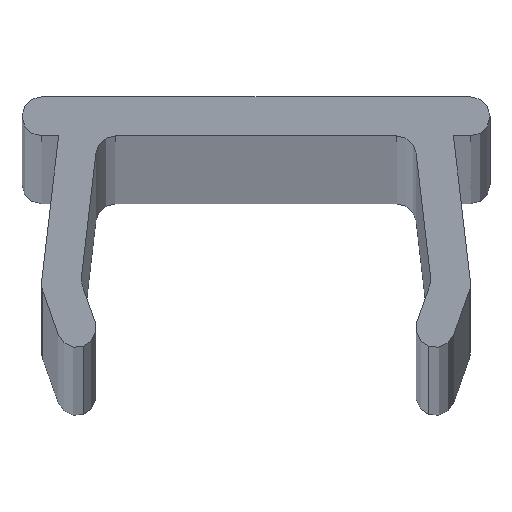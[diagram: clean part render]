
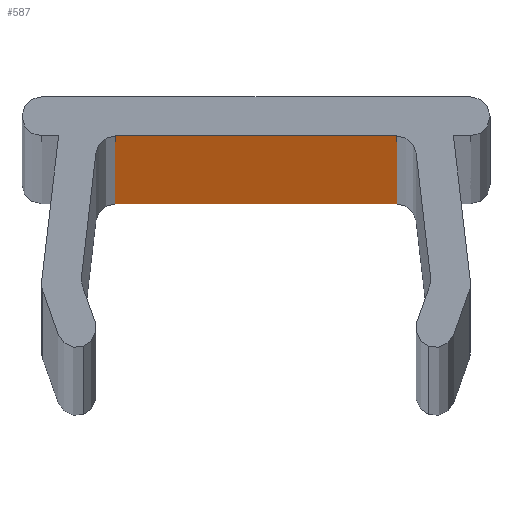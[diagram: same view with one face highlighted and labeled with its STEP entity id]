
A CAD part, top view. The second image highlights one B-rep face of the part: STEP entity #587.
In plain terms, the highlighted planar face has unit normal (0, -1, 0).
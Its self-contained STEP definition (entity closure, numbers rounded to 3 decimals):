
#4 = CARTESIAN_POINT ( 'NONE',  ( 7.481, 5.65, 1000. ) ) ;
#33 = EDGE_CURVE ( 'NONE', #220, #73, #188, .T. ) ;
#59 = CARTESIAN_POINT ( 'NONE',  ( 0.262, 5.65, 1000. ) ) ;
#73 = VERTEX_POINT ( 'NONE', #276 ) ;
#82 = LINE ( 'NONE', #381, #510 ) ;
#96 = PLANE ( 'NONE',  #869 ) ;
#147 = CARTESIAN_POINT ( 'NONE',  ( 0.262, 5.65, 0. ) ) ;
#187 = FACE_OUTER_BOUND ( 'NONE', #289, .T. ) ;
#188 = LINE ( 'NONE', #4, #508 ) ;
#220 = VERTEX_POINT ( 'NONE', #356 ) ;
#240 = VECTOR ( 'NONE', #774, 1000. ) ;
#249 = CARTESIAN_POINT ( 'NONE',  ( 0.262, 5.65, 1000. ) ) ;
#269 = EDGE_CURVE ( 'NONE', #821, #983, #920, .T. ) ;
#276 = CARTESIAN_POINT ( 'NONE',  ( 7.481, 5.65, 1000. ) ) ;
#289 = EDGE_LOOP ( 'NONE', ( #457, #791, #806, #1021 ) ) ;
#325 = EDGE_CURVE ( 'NONE', #821, #73, #82, .T. ) ;
#356 = CARTESIAN_POINT ( 'NONE',  ( 7.481, 5.65, 0. ) ) ;
#367 = DIRECTION ( 'NONE',  ( 1., 0., 0. ) ) ;
#381 = CARTESIAN_POINT ( 'NONE',  ( -2.128, 5.65, 1000. ) ) ;
#457 = ORIENTED_EDGE ( 'NONE', *, *, #804, .T. ) ;
#508 = VECTOR ( 'NONE', #819, 1000. ) ;
#510 = VECTOR ( 'NONE', #367, 1000. ) ;
#541 = VECTOR ( 'NONE', #658, 1000. ) ;
#587 = ADVANCED_FACE ( 'NONE', ( #187 ), #96, .F. ) ;
#631 = DIRECTION ( 'NONE',  ( 0., 1., 0. ) ) ;
#650 = CARTESIAN_POINT ( 'NONE',  ( -2.128, 5.65, 1000. ) ) ;
#658 = DIRECTION ( 'NONE',  ( 1., 0., 0. ) ) ;
#715 = LINE ( 'NONE', #878, #541 ) ;
#774 = DIRECTION ( 'NONE',  ( 0., 0., -1. ) ) ;
#791 = ORIENTED_EDGE ( 'NONE', *, *, #33, .T. ) ;
#801 = DIRECTION ( 'NONE',  ( -1., 0., 0. ) ) ;
#804 = EDGE_CURVE ( 'NONE', #983, #220, #715, .T. ) ;
#806 = ORIENTED_EDGE ( 'NONE', *, *, #325, .F. ) ;
#819 = DIRECTION ( 'NONE',  ( 0., 0., 1. ) ) ;
#821 = VERTEX_POINT ( 'NONE', #249 ) ;
#869 = AXIS2_PLACEMENT_3D ( 'NONE', #650, #631, #801 ) ;
#878 = CARTESIAN_POINT ( 'NONE',  ( -2.128, 5.65, 0. ) ) ;
#920 = LINE ( 'NONE', #59, #240 ) ;
#983 = VERTEX_POINT ( 'NONE', #147 ) ;
#1021 = ORIENTED_EDGE ( 'NONE', *, *, #269, .T. ) ;
